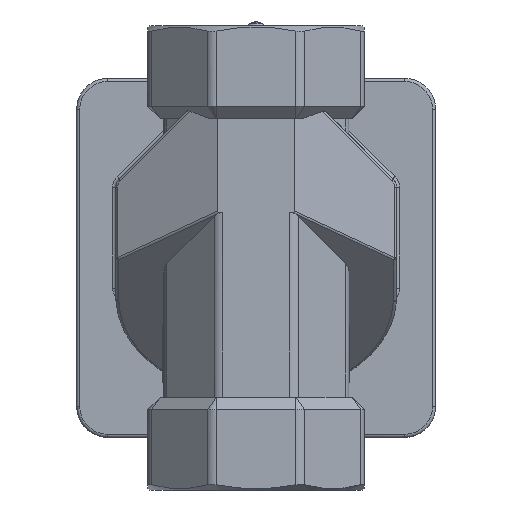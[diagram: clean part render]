
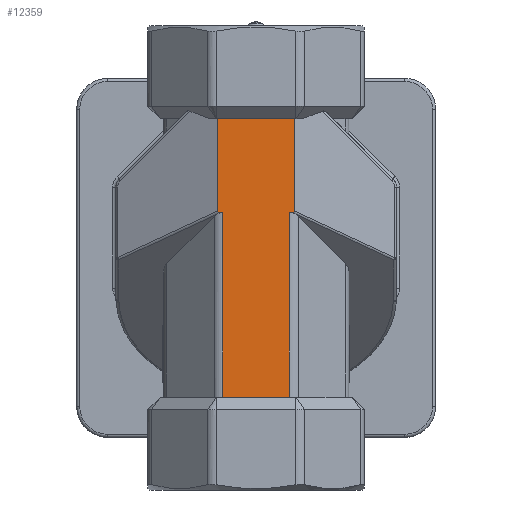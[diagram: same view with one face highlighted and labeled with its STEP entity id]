
A CAD part, front view. The second image highlights one B-rep face of the part: STEP entity #12359.
In plain terms, the highlighted planar face has unit normal (0, -1, 0).
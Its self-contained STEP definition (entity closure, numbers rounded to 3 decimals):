
#612=ELLIPSE('',#13573,2.569,1.);
#614=ELLIPSE('',#13577,2.569,1.);
#886=PLANE('',#13576);
#1502=FACE_OUTER_BOUND('',#2253,.T.);
#2253=EDGE_LOOP('',(#10114,#10115,#10116,#10117,#10118,#10119,#10120,#10121,
#10122,#10123));
#3173=LINE('',#22362,#4082);
#3174=LINE('',#22366,#4083);
#3175=LINE('',#22368,#4084);
#3176=LINE('',#22370,#4085);
#3177=LINE('',#22374,#4086);
#3178=LINE('',#22376,#4087);
#3179=LINE('',#22378,#4088);
#3180=LINE('',#22379,#4089);
#4082=VECTOR('',#16367,10.);
#4083=VECTOR('',#16372,10.);
#4084=VECTOR('',#16373,10.);
#4085=VECTOR('',#16374,10.);
#4086=VECTOR('',#16377,10.);
#4087=VECTOR('',#16378,10.);
#4088=VECTOR('',#16379,10.);
#4089=VECTOR('',#16380,10.);
#5593=VERTEX_POINT('',#22355);
#5594=VERTEX_POINT('',#22357);
#5595=VERTEX_POINT('',#22361);
#5596=VERTEX_POINT('',#22365);
#5597=VERTEX_POINT('',#22367);
#5598=VERTEX_POINT('',#22369);
#5599=VERTEX_POINT('',#22371);
#5600=VERTEX_POINT('',#22373);
#5601=VERTEX_POINT('',#22375);
#5602=VERTEX_POINT('',#22377);
#7152=EDGE_CURVE('',#5593,#5594,#612,.T.);
#7154=EDGE_CURVE('',#5594,#5595,#3173,.T.);
#7156=EDGE_CURVE('',#5593,#5596,#3174,.T.);
#7157=EDGE_CURVE('',#5596,#5597,#3175,.T.);
#7158=EDGE_CURVE('',#5598,#5597,#3176,.T.);
#7159=EDGE_CURVE('',#5599,#5598,#614,.T.);
#7160=EDGE_CURVE('',#5600,#5599,#3177,.T.);
#7161=EDGE_CURVE('',#5601,#5600,#3178,.T.);
#7162=EDGE_CURVE('',#5601,#5602,#3179,.T.);
#7163=EDGE_CURVE('',#5595,#5602,#3180,.T.);
#10114=ORIENTED_EDGE('',*,*,#7152,.F.);
#10115=ORIENTED_EDGE('',*,*,#7156,.T.);
#10116=ORIENTED_EDGE('',*,*,#7157,.T.);
#10117=ORIENTED_EDGE('',*,*,#7158,.F.);
#10118=ORIENTED_EDGE('',*,*,#7159,.F.);
#10119=ORIENTED_EDGE('',*,*,#7160,.F.);
#10120=ORIENTED_EDGE('',*,*,#7161,.F.);
#10121=ORIENTED_EDGE('',*,*,#7162,.T.);
#10122=ORIENTED_EDGE('',*,*,#7163,.F.);
#10123=ORIENTED_EDGE('',*,*,#7154,.F.);
#12359=ADVANCED_FACE('',(#1502),#886,.T.);
#13573=AXIS2_PLACEMENT_3D('',#22358,#16362,#16363);
#13576=AXIS2_PLACEMENT_3D('',#22364,#16370,#16371);
#13577=AXIS2_PLACEMENT_3D('',#22372,#16375,#16376);
#16362=DIRECTION('center_axis',(0.,1.,0.));
#16363=DIRECTION('ref_axis',(0.906,0.,-0.423));
#16367=DIRECTION('',(-1.,0.,0.));
#16370=DIRECTION('center_axis',(0.,-1.,0.));
#16371=DIRECTION('ref_axis',(1.,0.,0.));
#16372=DIRECTION('',(0.,0.,1.));
#16373=DIRECTION('',(-1.,0.,0.));
#16374=DIRECTION('',(0.,0.,1.));
#16375=DIRECTION('center_axis',(0.,1.,0.));
#16376=DIRECTION('ref_axis',(-0.906,0.,-0.423));
#16377=DIRECTION('',(-1.,0.,0.));
#16378=DIRECTION('',(0.,0.,1.));
#16379=DIRECTION('',(1.,0.,0.));
#16380=DIRECTION('',(0.,0.,-1.));
#22355=CARTESIAN_POINT('',(12.426,-30.,15.166));
#22357=CARTESIAN_POINT('',(11.577,-30.,14.658));
#22358=CARTESIAN_POINT('Origin',(10.06,-30.,16.073));
#22361=CARTESIAN_POINT('',(10.77,-30.,14.658));
#22362=CARTESIAN_POINT('',(-6.213,-30.,14.658));
#22364=CARTESIAN_POINT('Origin',(-12.426,-30.,0.));
#22365=CARTESIAN_POINT('',(12.426,-30.,45.));
#22366=CARTESIAN_POINT('',(12.426,-30.,-75.));
#22367=CARTESIAN_POINT('',(-12.426,-30.,45.));
#22368=CARTESIAN_POINT('',(-6.213,-30.,45.));
#22369=CARTESIAN_POINT('',(-12.426,-30.,15.166));
#22370=CARTESIAN_POINT('',(-12.426,-30.,-75.));
#22371=CARTESIAN_POINT('',(-11.577,-30.,14.658));
#22372=CARTESIAN_POINT('Origin',(-10.06,-30.,16.073));
#22373=CARTESIAN_POINT('',(-10.77,-30.,14.658));
#22374=CARTESIAN_POINT('',(-6.213,-30.,14.658));
#22375=CARTESIAN_POINT('',(-10.77,-30.,-45.));
#22376=CARTESIAN_POINT('',(-10.77,-30.,0.));
#22377=CARTESIAN_POINT('',(10.77,-30.,-45.));
#22378=CARTESIAN_POINT('',(-6.213,-30.,-45.));
#22379=CARTESIAN_POINT('',(10.77,-30.,0.));
